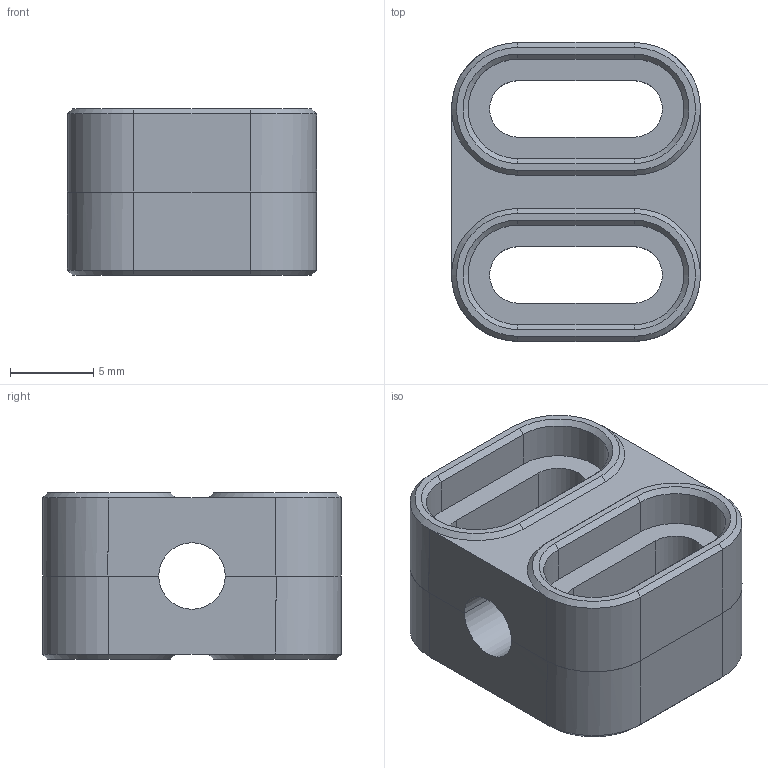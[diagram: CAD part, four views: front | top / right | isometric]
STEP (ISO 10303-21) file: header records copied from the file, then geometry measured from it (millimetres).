
FILE_DESCRIPTION((''),'2;1');
FILE_NAME('DM_044795_BF4_V_ASM','2013-12-09T',('creinig-se'),(''),'PRO/ENGINEER BY PARAMETRIC TECHNOLOGY CORPORATION, 2013050','PRO/ENGINEER BY PARAMETRIC TECHNOLOGY CORPORATION, 2013050','');
FILE_SCHEMA(('CONFIG_CONTROL_DESIGN'));
Length unit declared in the file: millimetre
Products named in the file (2): DM_044795_BF4_V; DM_044795_BF4_V_ASM
Assembly tree (2 placements, depth 2):
  DM_044795_BF4_V_ASM
    DM_044795_BF4_V  x2
Bounding box: 15 x 18 x 10 mm (x, y, z)
Volume: 1258.4 mm3; surface area: 2008.5 mm2
Topology: 2 solids, 2 shells, 244 faces, 650 edges, 428 vertices
Faces by surface type: plane 202, cylinder 26, cone 16
Entity records: 3862 total; most frequent: CARTESIAN_POINT 675, ORIENTED_EDGE 650, DIRECTION 613, EDGE_CURVE 325, VECTOR 281, LINE 281, VERTEX_POINT 214, AXIS2_PLACEMENT_3D 166
